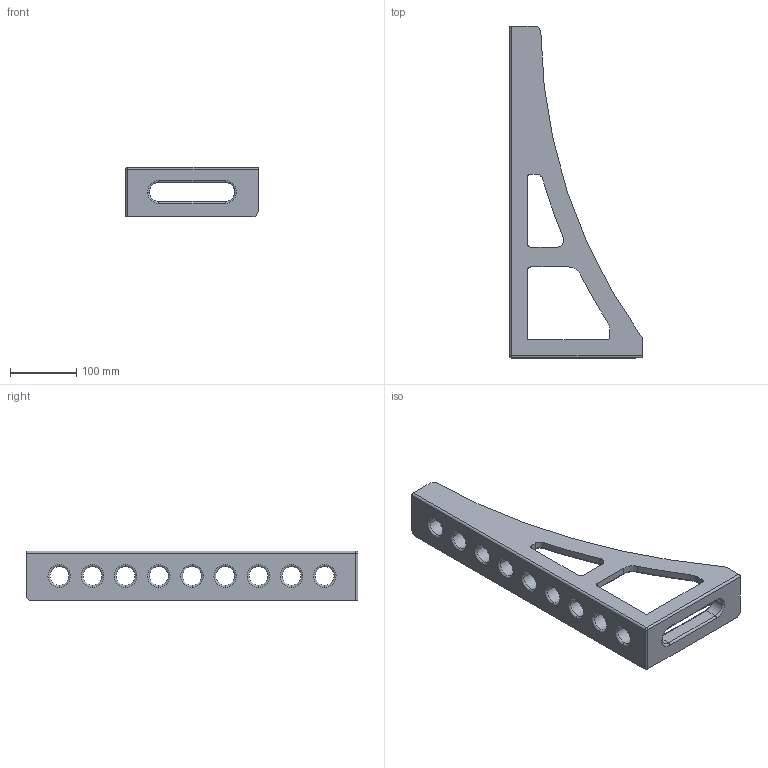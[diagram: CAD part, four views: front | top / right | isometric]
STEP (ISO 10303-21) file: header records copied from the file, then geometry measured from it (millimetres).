
FILE_DESCRIPTION (( 'STEP AP203' ), '1' );
FILE_NAME ('280162_500.step', '2014-08-11T18:20:22', ( 'User' ), ( '' ), 'SwSTEP 2.0', 'SolidWorks 2014', '' );
FILE_SCHEMA (( 'CONFIG_CONTROL_DESIGN' ));
Length unit declared in the file: millimetre
Products named in the file (1): 280162_500
Bounding box: 200 x 500 x 75 mm (x, y, z)
Volume: 1298738.9 mm3; surface area: 189739.5 mm2
Topology: 1 solids, 1 shells, 335 faces, 904 edges, 590 vertices
Faces by surface type: bspline 106, plane 98, cylinder 73, torus 39, cone 18, sphere 1
Entity records: 13282 total; most frequent: CARTESIAN_POINT 5256, ORIENTED_EDGE 1806, DIRECTION 1404, EDGE_CURVE 903, VERTEX_POINT 590, AXIS2_PLACEMENT_3D 490, LINE 424, VECTOR 424
